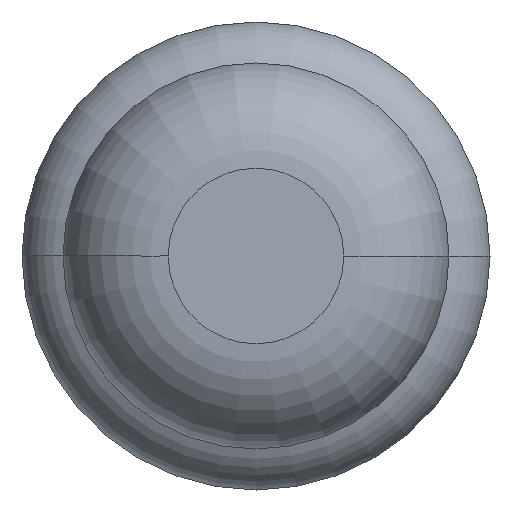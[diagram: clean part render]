
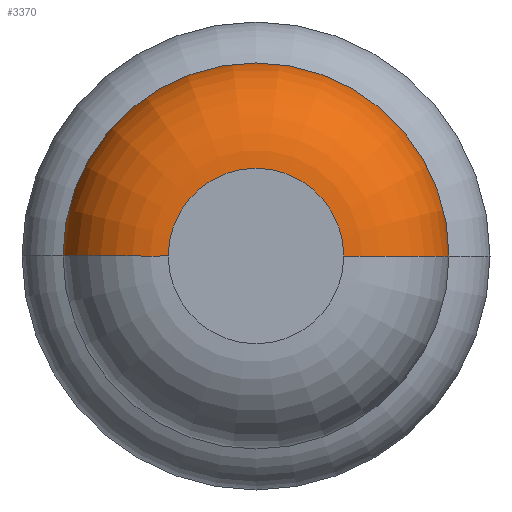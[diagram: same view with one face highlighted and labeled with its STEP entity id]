
A CAD part, front view. The second image highlights one B-rep face of the part: STEP entity #3370.
In plain terms, the highlighted toroidal (fillet/blend) face has major radius 0.375 mm and minor radius 0.45 mm.
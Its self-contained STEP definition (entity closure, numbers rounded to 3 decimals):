
#90 = CIRCLE ( 'NONE', #543, 0.45 ) ;
#145 = CARTESIAN_POINT ( 'NONE',  ( -0.375, -32., 0. ) ) ;
#152 = EDGE_CURVE ( 'NONE', #2966, #3404, #2781, .T. ) ;
#252 = DIRECTION ( 'NONE',  ( 1., 0., 0. ) ) ;
#261 = DIRECTION ( 'NONE',  ( 1., 0., 0. ) ) ;
#377 = DIRECTION ( 'NONE',  ( -1., 0., 0. ) ) ;
#381 = AXIS2_PLACEMENT_3D ( 'NONE', #2725, #885, #252 ) ;
#419 = AXIS2_PLACEMENT_3D ( 'NONE', #3566, #1578, #377 ) ;
#535 = DIRECTION ( 'NONE',  ( 1., 0., 0. ) ) ;
#543 = AXIS2_PLACEMENT_3D ( 'NONE', #3125, #3491, #535 ) ;
#885 = DIRECTION ( 'NONE',  ( 0., -1., 0. ) ) ;
#1488 = ORIENTED_EDGE ( 'NONE', *, *, #2324, .T. ) ;
#1578 = DIRECTION ( 'NONE',  ( 0., 0., -1. ) ) ;
#1718 = DIRECTION ( 'NONE',  ( 0., -1., 0. ) ) ;
#1885 = CIRCLE ( 'NONE', #2585, 0.375 ) ;
#2093 = TOROIDAL_SURFACE ( 'NONE', #3959, 0.375, 0.45 ) ;
#2102 = CARTESIAN_POINT ( 'NONE',  ( 0., -31.55, 0. ) ) ;
#2242 = ORIENTED_EDGE ( 'NONE', *, *, #152, .F. ) ;
#2324 = EDGE_CURVE ( 'NONE', #3836, #4138, #90, .T. ) ;
#2467 = CARTESIAN_POINT ( 'NONE',  ( -0.825, -31.55, 0. ) ) ;
#2498 = EDGE_LOOP ( 'NONE', ( #3678, #1488, #3524, #2242 ) ) ;
#2585 = AXIS2_PLACEMENT_3D ( 'NONE', #4159, #3245, #261 ) ;
#2591 = EDGE_CURVE ( 'Defeature ausgef�hrt1_7+Defeature ausgef�hrt1_8+Defeature ausgef�hrt1_8+Defeature ausgef�hrt1_8', #2966, #3836, #3593, .T. ) ;
#2725 = CARTESIAN_POINT ( 'NONE',  ( 0., -31.55, 0. ) ) ;
#2781 = CIRCLE ( 'NONE', #419, 0.45 ) ;
#2966 = VERTEX_POINT ( 'NONE', #3802 ) ;
#3125 = CARTESIAN_POINT ( 'NONE',  ( -0.375, -31.55, 0. ) ) ;
#3245 = DIRECTION ( 'NONE',  ( 0., -1., 0. ) ) ;
#3292 = FACE_OUTER_BOUND ( 'NONE', #2498, .T. ) ;
#3370 = ADVANCED_FACE ( 'Defeature ausgef�hrt1_7', ( #3292 ), #2093, .T. ) ;
#3404 = VERTEX_POINT ( 'NONE', #4070 ) ;
#3428 = DIRECTION ( 'NONE',  ( 1., 0., 0. ) ) ;
#3491 = DIRECTION ( 'NONE',  ( 0., 0., 1. ) ) ;
#3524 = ORIENTED_EDGE ( 'NONE', *, *, #4130, .F. ) ;
#3566 = CARTESIAN_POINT ( 'NONE',  ( 0.375, -31.55, 0. ) ) ;
#3593 = CIRCLE ( 'NONE', #381, 0.825 ) ;
#3678 = ORIENTED_EDGE ( 'NONE', *, *, #2591, .T. ) ;
#3802 = CARTESIAN_POINT ( 'NONE',  ( 0.825, -31.55, 0. ) ) ;
#3836 = VERTEX_POINT ( 'NONE', #2467 ) ;
#3959 = AXIS2_PLACEMENT_3D ( 'NONE', #2102, #1718, #3428 ) ;
#4070 = CARTESIAN_POINT ( 'NONE',  ( 0.375, -32., 0. ) ) ;
#4130 = EDGE_CURVE ( 'Defeature ausgef�hrt1_6+Defeature ausgef�hrt1_7+Defeature ausgef�hrt1_7+Defeature ausgef�hrt1_7', #3404, #4138, #1885, .T. ) ;
#4138 = VERTEX_POINT ( 'NONE', #145 ) ;
#4159 = CARTESIAN_POINT ( 'NONE',  ( 0., -32., 0. ) ) ;
